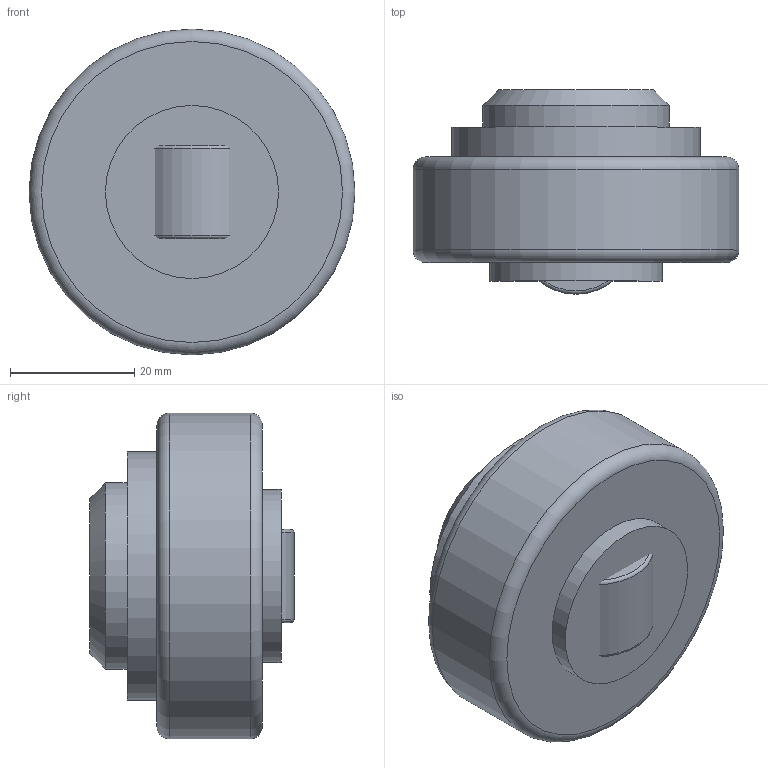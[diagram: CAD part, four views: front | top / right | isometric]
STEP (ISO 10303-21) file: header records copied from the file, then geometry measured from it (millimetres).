
FILE_DESCRIPTION(/* description */ (''),/* implementation_level */ '2;1');
FILE_NAME(/* name */ 'EBL-4053.step',/* time_stamp */ '2020-02-25T10:40:18+00:00',/* author */ (''),/* organization */ (''),/* preprocessor_version */ 'ST-DEVELOPER v18',/* originating_system */ 'Autodesk Translation Framework v8.6.0.1094',/* authorisation */ '');
FILE_SCHEMA (('AUTOMOTIVE_DESIGN { 1 0 10303 214 3 1 1 }'));
Length unit declared in the file: millimetre
Products named in the file (3): EBL-4053; Component1; Component2
Assembly tree (2 placements, depth 2):
  EBL-4053
    Component1
    Component2
Bounding box: 52.5 x 32.9 x 52.5 mm (x, y, z)
Volume: 52595.4 mm3; surface area: 9568.5 mm2
Topology: 2 solids, 2 shells, 17 faces, 41 edges, 31 vertices
Faces by surface type: plane 7, cylinder 5, torus 4, cone 1
Full cylindrical faces by diameter (mm): 19 x1, 27.88 x1, 30 x1, 40 x1, 52.5 x1
Entity records: 623 total; most frequent: DIRECTION 120, CARTESIAN_POINT 94, ORIENTED_EDGE 82, AXIS2_PLACEMENT_3D 57, EDGE_CURVE 41, CIRCLE 35, VERTEX_POINT 31, EDGE_LOOP 20
